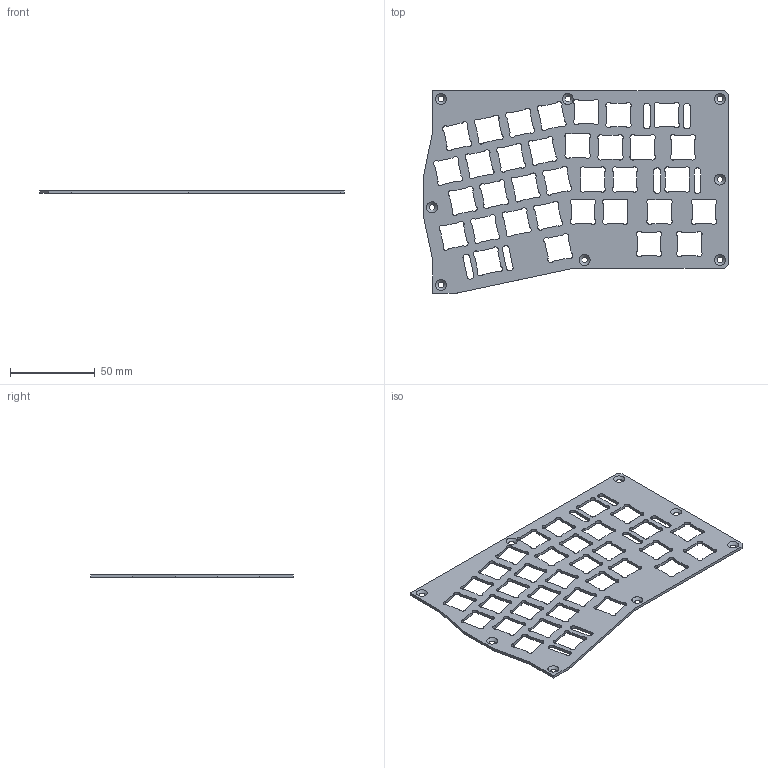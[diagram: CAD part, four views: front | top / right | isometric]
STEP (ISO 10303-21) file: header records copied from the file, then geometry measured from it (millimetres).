
FILE_DESCRIPTION(/* description */ (''),/* implementation_level */ '2;1');
FILE_NAME(/* name */ 'Right Plate.step',/* time_stamp */ '2020-12-14T21:35:07-08:00',/* author */ (''),/* organization */ (''),/* preprocessor_version */ 'ST-DEVELOPER v18.1',/* originating_system */ 'Autodesk Translation Framework v9.7.1.1290',/* authorisation */ '');
FILE_SCHEMA (('AUTOMOTIVE_DESIGN { 1 0 10303 214 3 1 1 }'));
Length unit declared in the file: millimetre
Products named in the file (1): Right Plate
Bounding box: 180.31 x 120 x 1.67 mm (x, y, z)
Volume: 20020 mm3; surface area: 28836.4 mm2
Topology: 1 solids, 1 shells, 350 faces, 1036 edges, 688 vertices
Faces by surface type: plane 174, cylinder 168, cone 8
Full cylindrical faces by diameter (mm): 3.5 x8
Entity records: 12012 total; most frequent: DIRECTION 2082, CARTESIAN_POINT 2075, ORIENTED_EDGE 2072, EDGE_CURVE 1036, AXIS2_PLACEMENT_3D 695, LINE 692, VECTOR 692, VERTEX_POINT 688
